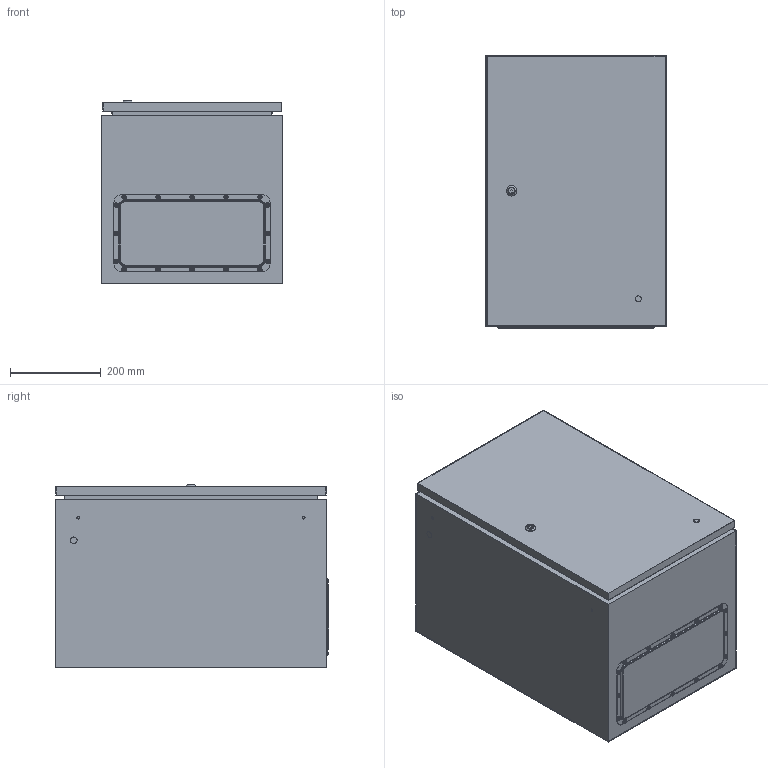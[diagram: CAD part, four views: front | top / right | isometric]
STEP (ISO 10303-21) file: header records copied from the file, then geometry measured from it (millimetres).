
FILE_DESCRIPTION (( 'STEP AP203' ), '1' );
FILE_NAME ('TI5-10-N-060-040-040-66_TITAN5 ﾙﾌﾏ-60.40.40 ﾓﾕﾋ1 IP66 IEK.STEP', '2022-12-05T09:40:42', ( '' ), ( '' ), 'SwSTEP 2.0', 'SolidWorks 2022', '' );
FILE_SCHEMA (( 'CONFIG_CONTROL_DESIGN' ));
Length unit declared in the file: millimetre
Products named in the file (7): Винт_резьбовыдавливающий_М4х9; Kryshka_350x175; Gaika_6; Mont.Panel_600x400; TI5-10-N-060-040-040-66_TITAN5 ЩМП-60.40.40 УХЛ1 IP66 IEK; Dver_600.400; Obolochka_SHMP_ShMP_60.40.40
Assembly tree (24 placements, depth 2):
  TI5-10-N-060-040-040-66_TITAN5 ЩМП-60.40.40 УХЛ1 IP66 IEK
    Obolochka_SHMP_ShMP_60.40.40
    Mont.Panel_600x400
    Dver_600.400
    Gaika_6  x4
    Kryshka_350x175
    Винт_резьбовыдавливающий_М4х9  x16
Bounding box: 400 x 604.5 x 404.5 mm (x, y, z)
Volume: 1741689.9 mm3; surface area: 3183413.6 mm2
Topology: 28 solids, 28 shells, 1440 faces, 3661 edges, 2442 vertices
Faces by surface type: plane 1006, cylinder 290, torus 48, cone 32, bspline 32, sphere 32
Entity records: 29612 total; most frequent: CARTESIAN_POINT 5378, ORIENTED_EDGE 4658, DIRECTION 4645, EDGE_CURVE 2329, LINE 1911, VECTOR 1911, VERTEX_POINT 1524, AXIS2_PLACEMENT_3D 1367
